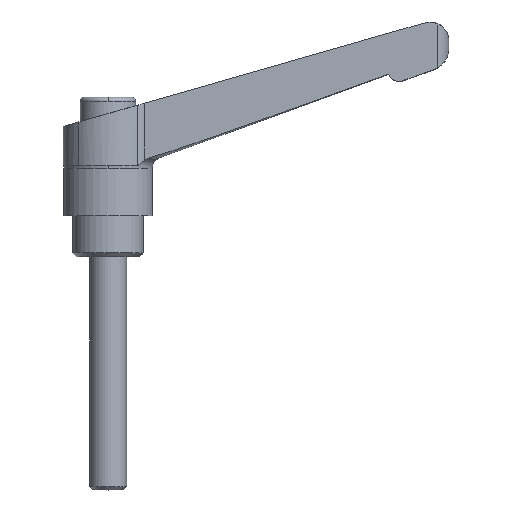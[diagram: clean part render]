
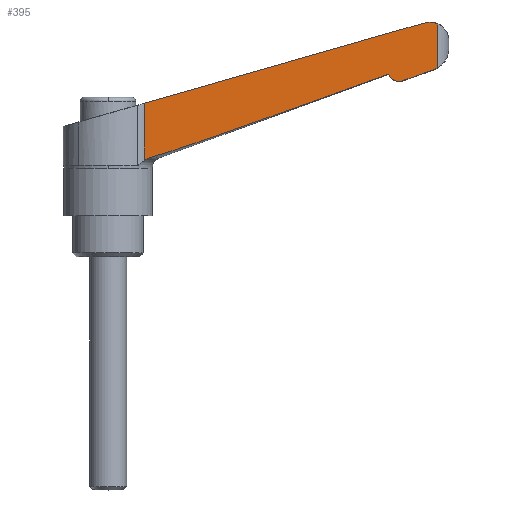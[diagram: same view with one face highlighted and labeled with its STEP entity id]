
A CAD part, top view. The second image highlights one B-rep face of the part: STEP entity #395.
In plain terms, the highlighted planar face has unit normal (0.035, 0, 0.999).
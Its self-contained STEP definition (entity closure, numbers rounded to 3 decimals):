
#275 = VERTEX_POINT( '', #763 );
#291 = EDGE_CURVE( '', #401, #645, #779, .T. );
#293 = EDGE_CURVE( '', #275, #635, #781, .T. );
#305 = EDGE_CURVE( '', #423, #711, #795, .T. );
#333 = EDGE_CURVE( '', #645, #275, #828, .T. );
#367 = EDGE_CURVE( '', #537, #711, #865, .T. );
#395 = ADVANCED_FACE( '', ( #897 ), #898, .F. );
#401 = VERTEX_POINT( '', #904 );
#415 = EDGE_CURVE( '', #583, #401, #919, .T. );
#423 = VERTEX_POINT( '', #927 );
#495 = VERTEX_POINT( '', #1004 );
#521 = EDGE_CURVE( '', #423, #583, #1034, .T. );
#537 = VERTEX_POINT( '', #1050 );
#583 = VERTEX_POINT( '', #1101 );
#635 = VERTEX_POINT( '', #1156 );
#645 = VERTEX_POINT( '', #1166 );
#659 = EDGE_CURVE( '', #537, #495, #1182, .T. );
#699 = EDGE_CURVE( '', #635, #495, #1229, .T. );
#711 = VERTEX_POINT( '', #1242 );
#763 = CARTESIAN_POINT( '', ( 11.158, 26.718, 8.411 ) );
#779 = B_SPLINE_CURVE_WITH_KNOTS( '', 3, ( #1316, #1317, #1318, #1319, #1320, #1321, #1322, #1323, #1324, #1325, #1326, #1327, #1328, #1329, #1330, #1331, #1332, #1333, #1334, #1335 ), .UNSPECIFIED., .F., .F., ( 4, 2, 2, 2, 2, 2, 2, 2, 2, 4 ), ( 3.468, 3.897, 4.456, 5.016, 5.576, 6.135, 6.693, 7.249, 7.805, 7.931 ), .UNSPECIFIED. );
#781 = B_SPLINE_CURVE_WITH_KNOTS( '', 3, ( #1338, #1339, #1340, #1341, #1342, #1343, #1344, #1345 ), .UNSPECIFIED., .F., .F., ( 4, 2, 2, 4 ), ( 6.098, 6.378, 7.098, 7.598 ), .UNSPECIFIED. );
#795 = LINE( '', #1364, #1365 );
#828 = ( B_SPLINE_CURVE( 2, ( #1407, #1408, #1409 ), .UNSPECIFIED., .F., .F. )B_SPLINE_CURVE_WITH_KNOTS( ( 3, 3 ), ( 0., 68.465 ), .UNSPECIFIED. )RATIONAL_B_SPLINE_CURVE( ( 1., 1.437, 1. ) )BOUNDED_CURVE(  )REPRESENTATION_ITEM( '' )GEOMETRIC_REPRESENTATION_ITEM(  )CURVE(  ) );
#865 = B_SPLINE_CURVE_WITH_KNOTS( '', 3, ( #1485, #1486, #1487, #1488, #1489, #1490, #1491, #1492, #1493, #1494, #1495, #1496 ), .UNSPECIFIED., .F., .F., ( 4, 2, 2, 2, 2, 4 ), ( 20.959, 21.341, 22.273, 23.205, 24.136, 24.506 ), .UNSPECIFIED. );
#897 = FACE_OUTER_BOUND( '', #1549, .T. );
#898 = PLANE( '', #1550 );
#904 = CARTESIAN_POINT( '', ( 79.617, 47.501, 6.02 ) );
#919 = ( B_SPLINE_CURVE( 2, ( #1580, #1581, #1582 ), .UNSPECIFIED., .F., .F. )B_SPLINE_CURVE_WITH_KNOTS( ( 3, 3 ), ( 0., 8.776 ), .UNSPECIFIED. )RATIONAL_B_SPLINE_CURVE( ( 1., 1.001, 1. ) )BOUNDED_CURVE(  )REPRESENTATION_ITEM( '' )GEOMETRIC_REPRESENTATION_ITEM(  )CURVE(  ) );
#927 = CARTESIAN_POINT( '', ( 89.079, 51.09, 5.69 ) );
#1004 = CARTESIAN_POINT( '', ( 9.729, 41.408, 8.461 ) );
#1034 = B_SPLINE_CURVE_WITH_KNOTS( '', 3, ( #1792, #1793, #1794, #1795, #1796, #1797, #1798, #1799 ), .UNSPECIFIED., .F., .F., ( 4, 2, 2, 4 ), ( 5.64, 6.114, 6.671, 6.934 ), .UNSPECIFIED. );
#1050 = CARTESIAN_POINT( '', ( 86.144, 63.321, 5.793 ) );
#1101 = CARTESIAN_POINT( '', ( 87.864, 50.488, 5.732 ) );
#1156 = CARTESIAN_POINT( '', ( 9.729, 26.036, 8.461 ) );
#1166 = CARTESIAN_POINT( '', ( 75.749, 49.294, 6.156 ) );
#1182 = LINE( '', #2042, #2043 );
#1229 = LINE( '', #2125, #2126 );
#1242 = CARTESIAN_POINT( '', ( 89.079, 62.824, 5.69 ) );
#1316 = CARTESIAN_POINT( '', ( 79.617, 47.501, 6.02 ) );
#1317 = CARTESIAN_POINT( '', ( 79.478, 47.451, 6.025 ) );
#1318 = CARTESIAN_POINT( '', ( 79.327, 47.408, 6.031 ) );
#1319 = CARTESIAN_POINT( '', ( 78.975, 47.338, 6.043 ) );
#1320 = CARTESIAN_POINT( '', ( 78.772, 47.32, 6.05 ) );
#1321 = CARTESIAN_POINT( '', ( 78.398, 47.32, 6.063 ) );
#1322 = CARTESIAN_POINT( '', ( 78.195, 47.338, 6.07 ) );
#1323 = CARTESIAN_POINT( '', ( 77.796, 47.418, 6.084 ) );
#1324 = CARTESIAN_POINT( '', ( 77.6, 47.478, 6.091 ) );
#1325 = CARTESIAN_POINT( '', ( 77.256, 47.621, 6.103 ) );
#1326 = CARTESIAN_POINT( '', ( 77.075, 47.715, 6.109 ) );
#1327 = CARTESIAN_POINT( '', ( 76.737, 47.94, 6.121 ) );
#1328 = CARTESIAN_POINT( '', ( 76.58, 48.07, 6.126 ) );
#1329 = CARTESIAN_POINT( '', ( 76.317, 48.332, 6.136 ) );
#1330 = CARTESIAN_POINT( '', ( 76.187, 48.488, 6.14 ) );
#1331 = CARTESIAN_POINT( '', ( 75.962, 48.824, 6.148 ) );
#1332 = CARTESIAN_POINT( '', ( 75.867, 49.004, 6.151 ) );
#1333 = CARTESIAN_POINT( '', ( 75.78, 49.213, 6.154 ) );
#1334 = CARTESIAN_POINT( '', ( 75.764, 49.253, 6.155 ) );
#1335 = CARTESIAN_POINT( '', ( 75.749, 49.294, 6.156 ) );
#1338 = CARTESIAN_POINT( '', ( 11.158, 26.718, 8.411 ) );
#1339 = CARTESIAN_POINT( '', ( 11.063, 26.692, 8.414 ) );
#1340 = CARTESIAN_POINT( '', ( 10.971, 26.663, 8.418 ) );
#1341 = CARTESIAN_POINT( '', ( 10.657, 26.553, 8.429 ) );
#1342 = CARTESIAN_POINT( '', ( 10.415, 26.448, 8.437 ) );
#1343 = CARTESIAN_POINT( '', ( 10.025, 26.236, 8.451 ) );
#1344 = CARTESIAN_POINT( '', ( 9.871, 26.138, 8.456 ) );
#1345 = CARTESIAN_POINT( '', ( 9.729, 26.036, 8.461 ) );
#1364 = CARTESIAN_POINT( '', ( 89.079, 0., 5.69 ) );
#1365 = VECTOR( '', #2235, 1. );
#1407 = CARTESIAN_POINT( '', ( 75.749, 49.294, 6.156 ) );
#1408 = CARTESIAN_POINT( '', ( 21.189, 29.557, 8.061 ) );
#1409 = CARTESIAN_POINT( '', ( 11.158, 26.718, 8.411 ) );
#1485 = CARTESIAN_POINT( '', ( 85.423, 63.171, 5.818 ) );
#1486 = CARTESIAN_POINT( '', ( 85.555, 63.209, 5.813 ) );
#1487 = CARTESIAN_POINT( '', ( 85.69, 63.241, 5.808 ) );
#1488 = CARTESIAN_POINT( '', ( 86.158, 63.334, 5.792 ) );
#1489 = CARTESIAN_POINT( '', ( 86.497, 63.365, 5.78 ) );
#1490 = CARTESIAN_POINT( '', ( 87.118, 63.365, 5.759 ) );
#1491 = CARTESIAN_POINT( '', ( 87.457, 63.334, 5.747 ) );
#1492 = CARTESIAN_POINT( '', ( 88.121, 63.203, 5.723 ) );
#1493 = CARTESIAN_POINT( '', ( 88.446, 63.101, 5.712 ) );
#1494 = CARTESIAN_POINT( '', ( 88.847, 62.936, 5.698 ) );
#1495 = CARTESIAN_POINT( '', ( 88.963, 62.883, 5.694 ) );
#1496 = CARTESIAN_POINT( '', ( 89.079, 62.824, 5.69 ) );
#1549 = EDGE_LOOP( '', ( #2356, #2357, #2358, #2359, #2360, #2361, #2362, #2363, #2364 ) );
#1550 = AXIS2_PLACEMENT_3D( '', #2365, #2366, #2367 );
#1580 = CARTESIAN_POINT( '', ( 87.864, 50.488, 5.732 ) );
#1581 = CARTESIAN_POINT( '', ( 83.539, 48.921, 5.883 ) );
#1582 = CARTESIAN_POINT( '', ( 79.617, 47.501, 6.02 ) );
#1792 = CARTESIAN_POINT( '', ( 89.079, 51.09, 5.69 ) );
#1793 = CARTESIAN_POINT( '', ( 88.934, 50.997, 5.695 ) );
#1794 = CARTESIAN_POINT( '', ( 88.786, 50.91, 5.7 ) );
#1795 = CARTESIAN_POINT( '', ( 88.462, 50.738, 5.712 ) );
#1796 = CARTESIAN_POINT( '', ( 88.285, 50.656, 5.718 ) );
#1797 = CARTESIAN_POINT( '', ( 88.033, 50.551, 5.727 ) );
#1798 = CARTESIAN_POINT( '', ( 87.95, 50.519, 5.729 ) );
#1799 = CARTESIAN_POINT( '', ( 87.864, 50.488, 5.732 ) );
#2042 = CARTESIAN_POINT( '', ( -7.353, 36.509, 9.057 ) );
#2043 = VECTOR( '', #2655, 1. );
#2125 = CARTESIAN_POINT( '', ( 9.729, 0., 8.461 ) );
#2126 = VECTOR( '', #2724, 1. );
#2235 = DIRECTION( '', ( 0., 1., 0. ) );
#2356 = ORIENTED_EDGE( '', *, *, #659, .T. );
#2357 = ORIENTED_EDGE( '', *, *, #699, .F. );
#2358 = ORIENTED_EDGE( '', *, *, #293, .F. );
#2359 = ORIENTED_EDGE( '', *, *, #333, .F. );
#2360 = ORIENTED_EDGE( '', *, *, #291, .F. );
#2361 = ORIENTED_EDGE( '', *, *, #415, .F. );
#2362 = ORIENTED_EDGE( '', *, *, #521, .F. );
#2363 = ORIENTED_EDGE( '', *, *, #305, .T. );
#2364 = ORIENTED_EDGE( '', *, *, #367, .F. );
#2365 = CARTESIAN_POINT( '', ( 9.729, 0., 8.461 ) );
#2366 = DIRECTION( '', ( -0.035, 0., -0.999 ) );
#2367 = DIRECTION( '', ( -0.999, 0., 0.035 ) );
#2655 = DIRECTION( '', ( -0.961, -0.275, 0.034 ) );
#2724 = DIRECTION( '', ( 0., 1., 0. ) );
